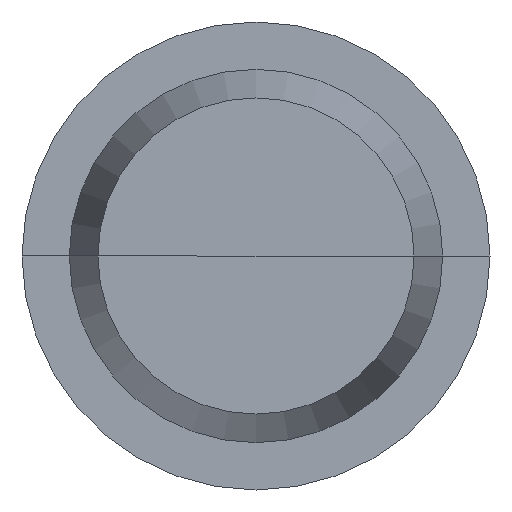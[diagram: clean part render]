
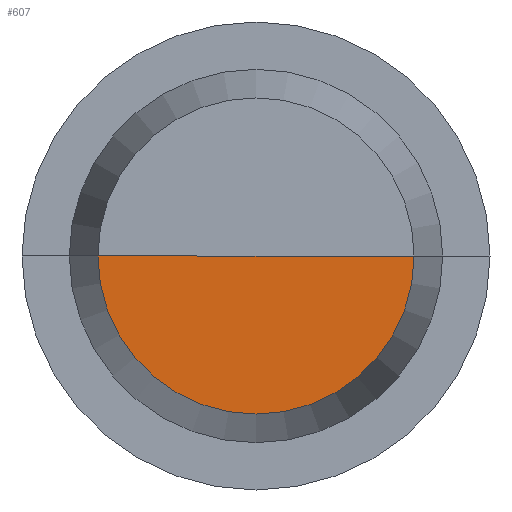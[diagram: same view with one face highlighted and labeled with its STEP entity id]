
A CAD part, left-side view. The second image highlights one B-rep face of the part: STEP entity #607.
In plain terms, the highlighted planar face has unit normal (-1, 0, 0).
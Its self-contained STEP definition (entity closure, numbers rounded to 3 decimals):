
#95=FACE_OUTER_BOUND('',#143,.T.);
#143=EDGE_LOOP('',(#441,#442));
#189=CIRCLE('',#788,31.75);
#233=VERTEX_POINT('',#1214);
#234=VERTEX_POINT('',#1215);
#300=EDGE_CURVE('',#233,#234,#189,.T.);
#304=EDGE_CURVE('',#233,#234,#673,.T.);
#441=ORIENTED_EDGE('',*,*,#304,.T.);
#442=ORIENTED_EDGE('',*,*,#300,.F.);
#525=PLANE('',#790);
#607=ADVANCED_FACE('',(#95),#525,.T.);
#673=LINE('',#1231,#720);
#720=VECTOR('',#962,304.8);
#788=AXIS2_PLACEMENT_3D('',#1216,#954,#955);
#790=AXIS2_PLACEMENT_3D('',#1230,#960,#961);
#954=DIRECTION('center_axis',(1.,0.,0.));
#955=DIRECTION('ref_axis',(0.,1.,0.));
#960=DIRECTION('center_axis',(-1.,0.,0.));
#961=DIRECTION('ref_axis',(0.,1.,0.));
#962=DIRECTION('',(0.,1.,0.));
#1214=CARTESIAN_POINT('',(0.,-43.25,0.));
#1215=CARTESIAN_POINT('',(0.,20.25,0.));
#1216=CARTESIAN_POINT('Origin',(0.,-11.5,0.));
#1230=CARTESIAN_POINT('Origin',(0.,-11.5,0.));
#1231=CARTESIAN_POINT('',(0.,-11.5,0.));
